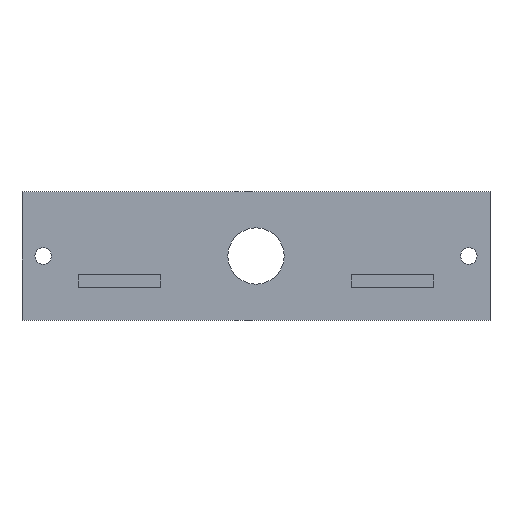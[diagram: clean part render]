
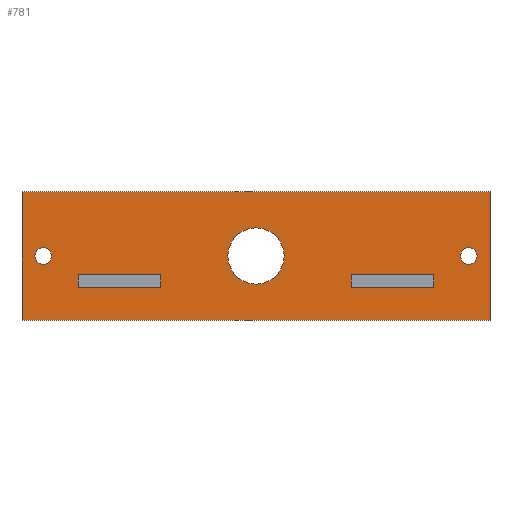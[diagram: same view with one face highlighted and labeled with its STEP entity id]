
A CAD part, top view. The second image highlights one B-rep face of the part: STEP entity #781.
In plain terms, the highlighted planar face has unit normal (0, 0, 1).
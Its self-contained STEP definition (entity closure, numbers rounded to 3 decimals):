
#6 = CARTESIAN_POINT ( 'NONE',  ( 22., -7.3, -8. ) ) ;
#17 = CARTESIAN_POINT ( 'NONE',  ( -22., -7.3, -8. ) ) ;
#110 = CARTESIAN_POINT ( 'NONE',  ( 0., 0., -8. ) ) ;
#111 = PLANE ( 'NONE',  #333 ) ;
#115 = DIRECTION ( 'NONE',  ( 0., 0., 1. ) ) ;
#116 = DIRECTION ( 'NONE',  ( 1., 0., 0. ) ) ;
#117 = CARTESIAN_POINT ( 'NONE',  ( 49.1, 0., -8. ) ) ;
#118 = DIRECTION ( 'NONE',  ( 0., 0., -1. ) ) ;
#119 = DIRECTION ( 'NONE',  ( 1., 0., 0. ) ) ;
#126 = CARTESIAN_POINT ( 'NONE',  ( 54., -14.8, -8. ) ) ;
#129 = DIRECTION ( 'NONE',  ( 0., -1., 0. ) ) ;
#130 = CARTESIAN_POINT ( 'NONE',  ( -41., -4.3, -8. ) ) ;
#131 = DIRECTION ( 'NONE',  ( -1., 0., 0. ) ) ;
#153 = CARTESIAN_POINT ( 'NONE',  ( -54., -14.8, -8. ) ) ;
#159 = DIRECTION ( 'NONE',  ( 0., 1., 0. ) ) ;
#160 = CARTESIAN_POINT ( 'NONE',  ( 41., -7.3, -8. ) ) ;
#163 = CARTESIAN_POINT ( 'NONE',  ( 0., 0., -8. ) ) ;
#164 = DIRECTION ( 'NONE',  ( 0., 0., -1. ) ) ;
#165 = DIRECTION ( 'NONE',  ( 1., 0., 0. ) ) ;
#166 = CARTESIAN_POINT ( 'NONE',  ( -41., -4.3, -8. ) ) ;
#167 = DIRECTION ( 'NONE',  ( 0., 1., 0. ) ) ;
#168 = CARTESIAN_POINT ( 'NONE',  ( -22., -4.3, -8. ) ) ;
#169 = DIRECTION ( 'NONE',  ( 0., -1., 0. ) ) ;
#171 = DIRECTION ( 'NONE',  ( 0., 1., 0. ) ) ;
#172 = CARTESIAN_POINT ( 'NONE',  ( -54., 14.8, -8. ) ) ;
#174 = CARTESIAN_POINT ( 'NONE',  ( 49.1, 0., -8. ) ) ;
#175 = DIRECTION ( 'NONE',  ( 0., 0., -1. ) ) ;
#176 = DIRECTION ( 'NONE',  ( 1., 0., 0. ) ) ;
#177 = CARTESIAN_POINT ( 'NONE',  ( 22., -7.3, -8. ) ) ;
#178 = DIRECTION ( 'NONE',  ( 0., -1., 0. ) ) ;
#180 = DIRECTION ( 'NONE',  ( 1., 0., 0. ) ) ;
#181 = CARTESIAN_POINT ( 'NONE',  ( 0., 0., -8. ) ) ;
#182 = DIRECTION ( 'NONE',  ( 0., 0., -1. ) ) ;
#183 = DIRECTION ( 'NONE',  ( 1., 0., 0. ) ) ;
#184 = CARTESIAN_POINT ( 'NONE',  ( 41., -7.3, -8. ) ) ;
#185 = DIRECTION ( 'NONE',  ( 1., 0., 0. ) ) ;
#191 = CARTESIAN_POINT ( 'NONE',  ( 41., -4.3, -8. ) ) ;
#192 = DIRECTION ( 'NONE',  ( -1., 0., 0. ) ) ;
#199 = CARTESIAN_POINT ( 'NONE',  ( -49.1, 0., -8. ) ) ;
#206 = DIRECTION ( 'NONE',  ( 0., 0., -1. ) ) ;
#207 = DIRECTION ( 'NONE',  ( 1., 0., 0. ) ) ;
#220 = CARTESIAN_POINT ( 'NONE',  ( -41., -7.3, -8. ) ) ;
#221 = DIRECTION ( 'NONE',  ( 1., 0., 0. ) ) ;
#233 = CARTESIAN_POINT ( 'NONE',  ( -49.1, 0., -8. ) ) ;
#251 = CARTESIAN_POINT ( 'NONE',  ( -54., -14.8, -8. ) ) ;
#252 = DIRECTION ( 'NONE',  ( -1., 0., 0. ) ) ;
#255 = DIRECTION ( 'NONE',  ( 0., 0., -1. ) ) ;
#256 = DIRECTION ( 'NONE',  ( 1., 0., 0. ) ) ;
#268 = CARTESIAN_POINT ( 'NONE',  ( -41., -4.3, -8. ) ) ;
#271 = CARTESIAN_POINT ( 'NONE',  ( 54., 14.8, -8. ) ) ;
#272 = CARTESIAN_POINT ( 'NONE',  ( 51., 0., -8. ) ) ;
#283 = CARTESIAN_POINT ( 'NONE',  ( -6.5, 0., -8. ) ) ;
#286 = CARTESIAN_POINT ( 'NONE',  ( 6.5, 0., -8. ) ) ;
#289 = CARTESIAN_POINT ( 'NONE',  ( -22., -4.3, -8. ) ) ;
#293 = CARTESIAN_POINT ( 'NONE',  ( -41., -7.3, -8. ) ) ;
#294 = CARTESIAN_POINT ( 'NONE',  ( 41., -7.3, -8. ) ) ;
#296 = CARTESIAN_POINT ( 'NONE',  ( 22., -4.3, -8. ) ) ;
#298 = CARTESIAN_POINT ( 'NONE',  ( 47.2, 0., -8. ) ) ;
#301 = CARTESIAN_POINT ( 'NONE',  ( 54., -14.8, -8. ) ) ;
#302 = CARTESIAN_POINT ( 'NONE',  ( -47.2, 0., -8. ) ) ;
#303 = CARTESIAN_POINT ( 'NONE',  ( 41., -4.3, -8. ) ) ;
#329 = AXIS2_PLACEMENT_3D ( 'NONE', #233, #255, #256 ) ;
#333 = AXIS2_PLACEMENT_3D ( 'NONE', #110, #115, #116 ) ;
#347 = AXIS2_PLACEMENT_3D ( 'NONE', #174, #175, #176 ) ;
#348 = AXIS2_PLACEMENT_3D ( 'NONE', #163, #164, #165 ) ;
#353 = AXIS2_PLACEMENT_3D ( 'NONE', #181, #182, #183 ) ;
#356 = AXIS2_PLACEMENT_3D ( 'NONE', #199, #206, #207 ) ;
#358 = VERTEX_POINT ( 'NONE', #755 ) ;
#362 = VERTEX_POINT ( 'NONE', #369 ) ;
#369 = CARTESIAN_POINT ( 'NONE',  ( -54., -14.8, -8. ) ) ;
#377 = VERTEX_POINT ( 'NONE', #756 ) ;
#405 = ORIENTED_EDGE ( 'NONE', *, *, #823, .F. ) ;
#464 = ORIENTED_EDGE ( 'NONE', *, *, #818, .F. ) ;
#465 = ORIENTED_EDGE ( 'NONE', *, *, #808, .F. ) ;
#466 = ORIENTED_EDGE ( 'NONE', *, *, #849, .F. ) ;
#467 = ORIENTED_EDGE ( 'NONE', *, *, #789, .F. ) ;
#468 = ORIENTED_EDGE ( 'NONE', *, *, #782, .T. ) ;
#469 = ORIENTED_EDGE ( 'NONE', *, *, #816, .T. ) ;
#470 = ORIENTED_EDGE ( 'NONE', *, *, #820, .F. ) ;
#471 = ORIENTED_EDGE ( 'NONE', *, *, #817, .F. ) ;
#472 = ORIENTED_EDGE ( 'NONE', *, *, #812, .F. ) ;
#473 = ORIENTED_EDGE ( 'NONE', *, *, #790, .F. ) ;
#474 = ORIENTED_EDGE ( 'NONE', *, *, #814, .F. ) ;
#475 = ORIENTED_EDGE ( 'NONE', *, *, #835, .F. ) ;
#476 = ORIENTED_EDGE ( 'NONE', *, *, #813, .F. ) ;
#477 = ORIENTED_EDGE ( 'NONE', *, *, #810, .T. ) ;
#479 = ORIENTED_EDGE ( 'NONE', *, *, #819, .T. ) ;
#480 = ORIENTED_EDGE ( 'NONE', *, *, #851, .T. ) ;
#481 = ORIENTED_EDGE ( 'NONE', *, *, #829, .T. ) ;
#540 = EDGE_LOOP ( 'NONE', ( #470, #471, #405, #472 ) ) ;
#551 = EDGE_LOOP ( 'NONE', ( #480, #481 ) ) ;
#552 = EDGE_LOOP ( 'NONE', ( #464, #465, #466, #467 ) ) ;
#553 = EDGE_LOOP ( 'NONE', ( #473, #474, #475, #476 ) ) ;
#560 = EDGE_LOOP ( 'NONE', ( #477, #479 ) ) ;
#566 = EDGE_LOOP ( 'NONE', ( #468, #469 ) ) ;
#627 = FACE_BOUND ( 'NONE', #560, .T. ) ;
#630 = FACE_BOUND ( 'NONE', #551, .T. ) ;
#632 = FACE_BOUND ( 'NONE', #566, .T. ) ;
#634 = FACE_OUTER_BOUND ( 'NONE', #552, .T. ) ;
#635 = FACE_BOUND ( 'NONE', #540, .T. ) ;
#636 = FACE_BOUND ( 'NONE', #553, .T. ) ;
#640 = CIRCLE ( 'NONE', #863, 1.9 ) ;
#642 = LINE ( 'NONE', #126, #646 ) ;
#646 = VECTOR ( 'NONE', #129, 1000. ) ;
#647 = LINE ( 'NONE', #130, #648 ) ;
#648 = VECTOR ( 'NONE', #131, 1000. ) ;
#656 = LINE ( 'NONE', #168, #672 ) ;
#661 = LINE ( 'NONE', #166, #671 ) ;
#662 = VECTOR ( 'NONE', #159, 1000. ) ;
#665 = LINE ( 'NONE', #153, #662 ) ;
#667 = VECTOR ( 'NONE', #167, 1000. ) ;
#669 = LINE ( 'NONE', #160, #667 ) ;
#670 = CIRCLE ( 'NONE', #348, 6.5 ) ;
#671 = VECTOR ( 'NONE', #169, 1000. ) ;
#672 = VECTOR ( 'NONE', #171, 1000. ) ;
#673 = VECTOR ( 'NONE', #178, 1000. ) ;
#675 = LINE ( 'NONE', #177, #673 ) ;
#676 = VECTOR ( 'NONE', #185, 1000. ) ;
#677 = LINE ( 'NONE', #172, #679 ) ;
#678 = CIRCLE ( 'NONE', #347, 1.9 ) ;
#679 = VECTOR ( 'NONE', #180, 1000. ) ;
#680 = LINE ( 'NONE', #184, #676 ) ;
#681 = VECTOR ( 'NONE', #192, 1000. ) ;
#683 = CIRCLE ( 'NONE', #353, 6.5 ) ;
#685 = LINE ( 'NONE', #191, #681 ) ;
#700 = CIRCLE ( 'NONE', #356, 1.9 ) ;
#708 = LINE ( 'NONE', #220, #709 ) ;
#709 = VECTOR ( 'NONE', #221, 1000. ) ;
#732 = LINE ( 'NONE', #251, #733 ) ;
#733 = VECTOR ( 'NONE', #252, 1000. ) ;
#737 = CIRCLE ( 'NONE', #329, 1.9 ) ;
#754 = VERTEX_POINT ( 'NONE', #6 ) ;
#755 = CARTESIAN_POINT ( 'NONE',  ( -54., 14.8, -8. ) ) ;
#756 = CARTESIAN_POINT ( 'NONE',  ( -51., 0., -8. ) ) ;
#758 = VERTEX_POINT ( 'NONE', #17 ) ;
#781 = ADVANCED_FACE ( 'NONE', ( #634, #632, #635, #636, #627, #630 ), #111, .T. ) ;
#782 = EDGE_CURVE ( 'NONE', #883, #910, #640, .T. ) ;
#789 = EDGE_CURVE ( 'NONE', #881, #913, #642, .T. ) ;
#790 = EDGE_CURVE ( 'NONE', #901, #882, #647, .T. ) ;
#808 = EDGE_CURVE ( 'NONE', #362, #358, #665, .T. ) ;
#810 = EDGE_CURVE ( 'NONE', #898, #895, #670, .T. ) ;
#812 = EDGE_CURVE ( 'NONE', #906, #915, #669, .T. ) ;
#813 = EDGE_CURVE ( 'NONE', #882, #905, #661, .T. ) ;
#814 = EDGE_CURVE ( 'NONE', #758, #901, #656, .T. ) ;
#816 = EDGE_CURVE ( 'NONE', #910, #883, #678, .T. ) ;
#817 = EDGE_CURVE ( 'NONE', #908, #754, #675, .T. ) ;
#818 = EDGE_CURVE ( 'NONE', #358, #881, #677, .T. ) ;
#819 = EDGE_CURVE ( 'NONE', #895, #898, #683, .T. ) ;
#820 = EDGE_CURVE ( 'NONE', #754, #906, #680, .T. ) ;
#823 = EDGE_CURVE ( 'NONE', #915, #908, #685, .T. ) ;
#829 = EDGE_CURVE ( 'NONE', #377, #914, #700, .T. ) ;
#835 = EDGE_CURVE ( 'NONE', #905, #758, #708, .T. ) ;
#849 = EDGE_CURVE ( 'NONE', #913, #362, #732, .T. ) ;
#851 = EDGE_CURVE ( 'NONE', #914, #377, #737, .T. ) ;
#863 = AXIS2_PLACEMENT_3D ( 'NONE', #117, #118, #119 ) ;
#881 = VERTEX_POINT ( 'NONE', #271 ) ;
#882 = VERTEX_POINT ( 'NONE', #268 ) ;
#883 = VERTEX_POINT ( 'NONE', #272 ) ;
#895 = VERTEX_POINT ( 'NONE', #283 ) ;
#898 = VERTEX_POINT ( 'NONE', #286 ) ;
#901 = VERTEX_POINT ( 'NONE', #289 ) ;
#905 = VERTEX_POINT ( 'NONE', #293 ) ;
#906 = VERTEX_POINT ( 'NONE', #294 ) ;
#908 = VERTEX_POINT ( 'NONE', #296 ) ;
#910 = VERTEX_POINT ( 'NONE', #298 ) ;
#913 = VERTEX_POINT ( 'NONE', #301 ) ;
#914 = VERTEX_POINT ( 'NONE', #302 ) ;
#915 = VERTEX_POINT ( 'NONE', #303 ) ;
